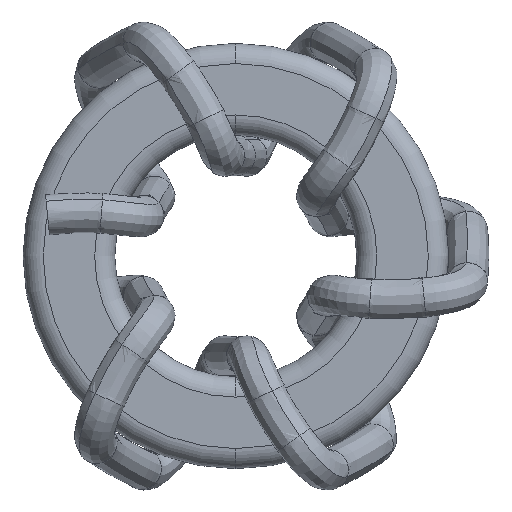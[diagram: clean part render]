
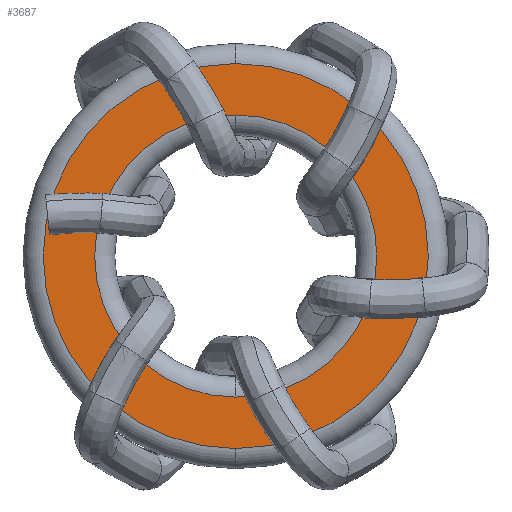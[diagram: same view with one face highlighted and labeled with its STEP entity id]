
A CAD part, front view. The second image highlights one B-rep face of the part: STEP entity #3687.
In plain terms, the highlighted planar face has unit normal (0, -1, 0).
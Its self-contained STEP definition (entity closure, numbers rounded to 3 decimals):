
#173 = CARTESIAN_POINT ( 'NONE',  ( 8.275, -3.56, 0. ) ) ;
#800 = EDGE_CURVE ( 'NONE', #3727, #17574, #18965, .T. ) ;
#863 = EDGE_CURVE ( 'NONE', #19385, #1400, #8535, .T. ) ;
#888 = AXIS2_PLACEMENT_3D ( 'NONE', #18327, #15165, #15360 ) ;
#1400 = VERTEX_POINT ( 'NONE', #8491 ) ;
#3128 = DIRECTION ( 'NONE',  ( -1., 0., 0. ) ) ;
#3491 = FACE_OUTER_BOUND ( 'NONE', #10052, .T. ) ;
#3600 = DIRECTION ( 'NONE',  ( 0., -1., 0. ) ) ;
#3617 = EDGE_LOOP ( 'NONE', ( #16101, #18645 ) ) ;
#3652 = AXIS2_PLACEMENT_3D ( 'NONE', #173, #15990, #3128 ) ;
#3687 = ADVANCED_FACE ( 'NONE', ( #5292, #3491 ), #5188, .T. ) ;
#3727 = VERTEX_POINT ( 'NONE', #9730 ) ;
#4933 = ORIENTED_EDGE ( 'NONE', *, *, #17879, .F. ) ;
#5188 = PLANE ( 'NONE',  #10232 ) ;
#5292 = FACE_BOUND ( 'NONE', #3617, .T. ) ;
#5481 = EDGE_CURVE ( 'NONE', #1400, #19385, #9977, .T. ) ;
#7452 = DIRECTION ( 'NONE',  ( 0., 1., 0. ) ) ;
#8491 = CARTESIAN_POINT ( 'NONE',  ( 8.275, -3.56, -7. ) ) ;
#8535 = CIRCLE ( 'NONE', #14248, 7. ) ;
#8626 = CARTESIAN_POINT ( 'NONE',  ( 8.275, -3.56, 0. ) ) ;
#8874 = AXIS2_PLACEMENT_3D ( 'NONE', #8626, #7452, #15061 ) ;
#9730 = CARTESIAN_POINT ( 'NONE',  ( 8.275, -3.56, -9.55 ) ) ;
#9977 = CIRCLE ( 'NONE', #888, 7. ) ;
#10036 = DIRECTION ( 'NONE',  ( 0., 0., -1. ) ) ;
#10052 = EDGE_LOOP ( 'NONE', ( #4933, #16201 ) ) ;
#10232 = AXIS2_PLACEMENT_3D ( 'NONE', #19319, #3600, #10036 ) ;
#11872 = DIRECTION ( 'NONE',  ( -1., 0., 0. ) ) ;
#13753 = CARTESIAN_POINT ( 'NONE',  ( 8.275, -3.56, 7. ) ) ;
#14248 = AXIS2_PLACEMENT_3D ( 'NONE', #16625, #18540, #11872 ) ;
#15061 = DIRECTION ( 'NONE',  ( -1., 0., 0. ) ) ;
#15165 = DIRECTION ( 'NONE',  ( 0., 1., 0. ) ) ;
#15360 = DIRECTION ( 'NONE',  ( -1., 0., 0. ) ) ;
#15990 = DIRECTION ( 'NONE',  ( 0., 1., 0. ) ) ;
#16101 = ORIENTED_EDGE ( 'NONE', *, *, #863, .T. ) ;
#16201 = ORIENTED_EDGE ( 'NONE', *, *, #800, .F. ) ;
#16625 = CARTESIAN_POINT ( 'NONE',  ( 8.275, -3.56, 0. ) ) ;
#17574 = VERTEX_POINT ( 'NONE', #17612 ) ;
#17612 = CARTESIAN_POINT ( 'NONE',  ( 8.275, -3.56, 9.55 ) ) ;
#17791 = CIRCLE ( 'NONE', #3652, 9.55 ) ;
#17879 = EDGE_CURVE ( 'NONE', #17574, #3727, #17791, .T. ) ;
#18327 = CARTESIAN_POINT ( 'NONE',  ( 8.275, -3.56, 0. ) ) ;
#18540 = DIRECTION ( 'NONE',  ( 0., 1., 0. ) ) ;
#18645 = ORIENTED_EDGE ( 'NONE', *, *, #5481, .T. ) ;
#18965 = CIRCLE ( 'NONE', #8874, 9.55 ) ;
#19319 = CARTESIAN_POINT ( 'NONE',  ( 1.275, -3.56, 0. ) ) ;
#19385 = VERTEX_POINT ( 'NONE', #13753 ) ;
